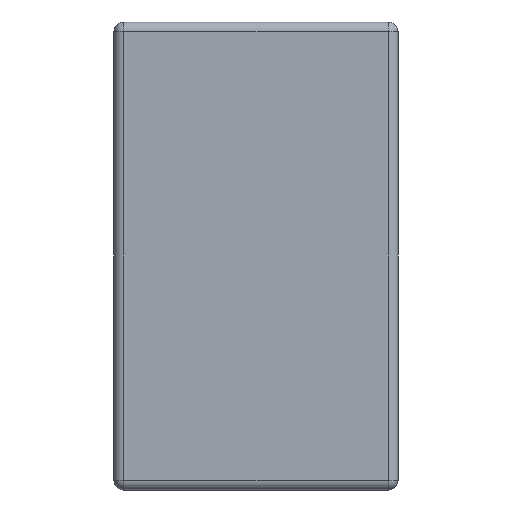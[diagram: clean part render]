
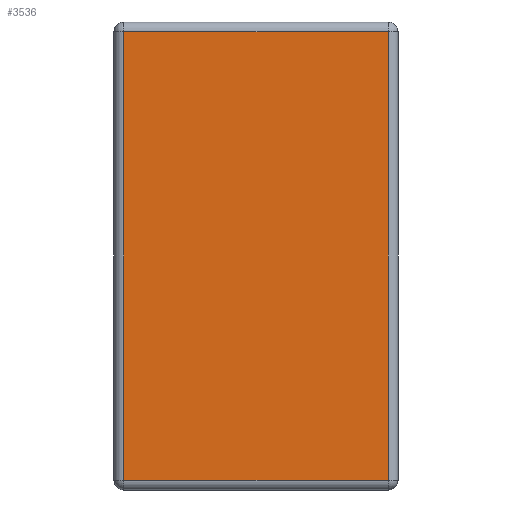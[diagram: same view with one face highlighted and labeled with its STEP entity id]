
A CAD part, left-side view. The second image highlights one B-rep face of the part: STEP entity #3536.
In plain terms, the highlighted planar face has unit normal (-1, 0, 0).
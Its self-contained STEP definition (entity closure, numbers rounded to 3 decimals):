
#60 = DIRECTION ( 'NONE',  ( 0., 0., -1. ) ) ;
#81 = ORIENTED_EDGE ( 'NONE', *, *, #1082, .T. ) ;
#217 = FACE_OUTER_BOUND ( 'NONE', #4154, .T. ) ;
#354 = ORIENTED_EDGE ( 'NONE', *, *, #4332, .T. ) ;
#478 = ORIENTED_EDGE ( 'NONE', *, *, #1964, .T. ) ;
#487 = CARTESIAN_POINT ( 'NONE',  ( 0., 0.03, -1.42 ) ) ;
#737 = CARTESIAN_POINT ( 'NONE',  ( 0., 0.85, -1.42 ) ) ;
#823 = VERTEX_POINT ( 'NONE', #3596 ) ;
#873 = LINE ( 'NONE', #1939, #1600 ) ;
#894 = DIRECTION ( 'NONE',  ( 0., -1., 0. ) ) ;
#1082 = EDGE_CURVE ( 'NONE', #2566, #2306, #1475, .T. ) ;
#1180 = DIRECTION ( 'NONE',  ( 0., 0., 1. ) ) ;
#1205 = CARTESIAN_POINT ( 'NONE',  ( 0., 0.03, 0. ) ) ;
#1339 = VECTOR ( 'NONE', #894, 1000. ) ;
#1439 = ORIENTED_EDGE ( 'NONE', *, *, #4304, .T. ) ;
#1475 = LINE ( 'NONE', #2902, #1339 ) ;
#1540 = PLANE ( 'NONE',  #2463 ) ;
#1600 = VECTOR ( 'NONE', #3331, 1000. ) ;
#1792 = CARTESIAN_POINT ( 'NONE',  ( 0., 0.85, -1.45 ) ) ;
#1939 = CARTESIAN_POINT ( 'NONE',  ( 0., 0.88, -0.03 ) ) ;
#1964 = EDGE_CURVE ( 'NONE', #2306, #823, #2342, .T. ) ;
#2099 = VECTOR ( 'NONE', #60, 1000. ) ;
#2240 = LINE ( 'NONE', #1792, #2099 ) ;
#2306 = VERTEX_POINT ( 'NONE', #487 ) ;
#2342 = LINE ( 'NONE', #1205, #3856 ) ;
#2463 = AXIS2_PLACEMENT_3D ( 'NONE', #2786, #3485, #3134 ) ;
#2566 = VERTEX_POINT ( 'NONE', #737 ) ;
#2618 = VERTEX_POINT ( 'NONE', #3580 ) ;
#2786 = CARTESIAN_POINT ( 'NONE',  ( 0., 0., 0. ) ) ;
#2902 = CARTESIAN_POINT ( 'NONE',  ( 0., 0., -1.42 ) ) ;
#3134 = DIRECTION ( 'NONE',  ( 0., 0., 1. ) ) ;
#3331 = DIRECTION ( 'NONE',  ( 0., 1., 0. ) ) ;
#3485 = DIRECTION ( 'NONE',  ( -1., 0., 0. ) ) ;
#3536 = ADVANCED_FACE ( 'NONE', ( #217 ), #1540, .T. ) ;
#3580 = CARTESIAN_POINT ( 'NONE',  ( 0., 0.85, -0.03 ) ) ;
#3596 = CARTESIAN_POINT ( 'NONE',  ( 0., 0.03, -0.03 ) ) ;
#3856 = VECTOR ( 'NONE', #1180, 1000. ) ;
#4154 = EDGE_LOOP ( 'NONE', ( #81, #478, #354, #1439 ) ) ;
#4304 = EDGE_CURVE ( 'NONE', #2618, #2566, #2240, .T. ) ;
#4332 = EDGE_CURVE ( 'NONE', #823, #2618, #873, .T. ) ;
